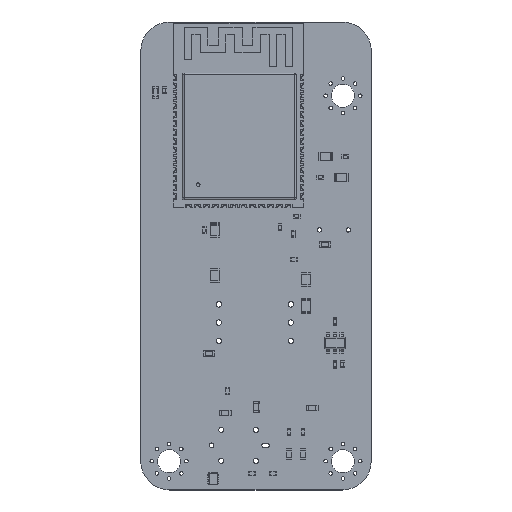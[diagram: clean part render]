
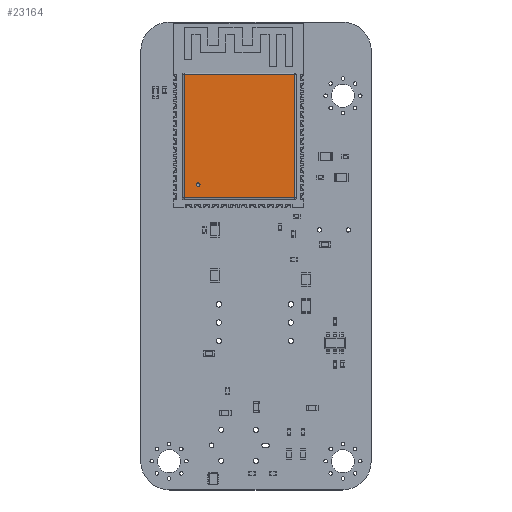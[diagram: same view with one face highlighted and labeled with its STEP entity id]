
A CAD part, top view. The second image highlights one B-rep face of the part: STEP entity #23164.
In plain terms, the highlighted planar face has unit normal (0, 0, 1).
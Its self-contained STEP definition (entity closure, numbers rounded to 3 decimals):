
#22988 = VERTEX_POINT('',#22989);
#22989 = CARTESIAN_POINT('',(-7.55,5.65,3.1));
#22996 = EDGE_CURVE('',#22988,#22997,#22999,.T.);
#22997 = VERTEX_POINT('',#22998);
#22998 = CARTESIAN_POINT('',(7.75,5.65,3.1));
#22999 = LINE('',#23000,#23001);
#23000 = CARTESIAN_POINT('',(-7.8,5.65,3.1));
#23001 = VECTOR('',#23002,1.);
#23002 = DIRECTION('',(1.,0.,0.));
#23164 = ADVANCED_FACE('',(#23165,#23190),#23201,.T.);
#23165 = FACE_BOUND('',#23166,.T.);
#23166 = EDGE_LOOP('',(#23167,#23177,#23183,#23184));
#23167 = ORIENTED_EDGE('',*,*,#23168,.F.);
#23168 = EDGE_CURVE('',#23169,#23171,#23173,.T.);
#23169 = VERTEX_POINT('',#23170);
#23170 = CARTESIAN_POINT('',(7.75,-11.45,3.1));
#23171 = VERTEX_POINT('',#23172);
#23172 = CARTESIAN_POINT('',(-7.55,-11.45,3.1));
#23173 = LINE('',#23174,#23175);
#23174 = CARTESIAN_POINT('',(8.,-11.45,3.1));
#23175 = VECTOR('',#23176,1.);
#23176 = DIRECTION('',(-1.,0.,0.));
#23177 = ORIENTED_EDGE('',*,*,#23178,.F.);
#23178 = EDGE_CURVE('',#22997,#23169,#23179,.T.);
#23179 = LINE('',#23180,#23181);
#23180 = CARTESIAN_POINT('',(7.75,5.9,3.1));
#23181 = VECTOR('',#23182,1.);
#23182 = DIRECTION('',(0.,-1.,0.));
#23183 = ORIENTED_EDGE('',*,*,#22996,.F.);
#23184 = ORIENTED_EDGE('',*,*,#23185,.F.);
#23185 = EDGE_CURVE('',#23171,#22988,#23186,.T.);
#23186 = LINE('',#23187,#23188);
#23187 = CARTESIAN_POINT('',(-7.55,-11.7,3.1));
#23188 = VECTOR('',#23189,1.);
#23189 = DIRECTION('',(0.,1.,0.));
#23190 = FACE_BOUND('',#23191,.T.);
#23191 = EDGE_LOOP('',(#23192));
#23192 = ORIENTED_EDGE('',*,*,#23193,.F.);
#23193 = EDGE_CURVE('',#23194,#23194,#23196,.T.);
#23194 = VERTEX_POINT('',#23195);
#23195 = CARTESIAN_POINT('',(-5.35,-9.6,3.1));
#23196 = CIRCLE('',#23197,0.25);
#23197 = AXIS2_PLACEMENT_3D('',#23198,#23199,#23200);
#23198 = CARTESIAN_POINT('',(-5.6,-9.6,3.1));
#23199 = DIRECTION('',(0.,0.,1.));
#23200 = DIRECTION('',(1.,0.,-0.));
#23201 = PLANE('',#23202);
#23202 = AXIS2_PLACEMENT_3D('',#23203,#23204,#23205);
#23203 = CARTESIAN_POINT('',(0.1,-2.9,3.1));
#23204 = DIRECTION('',(0.,0.,1.));
#23205 = DIRECTION('',(1.,0.,-0.));
